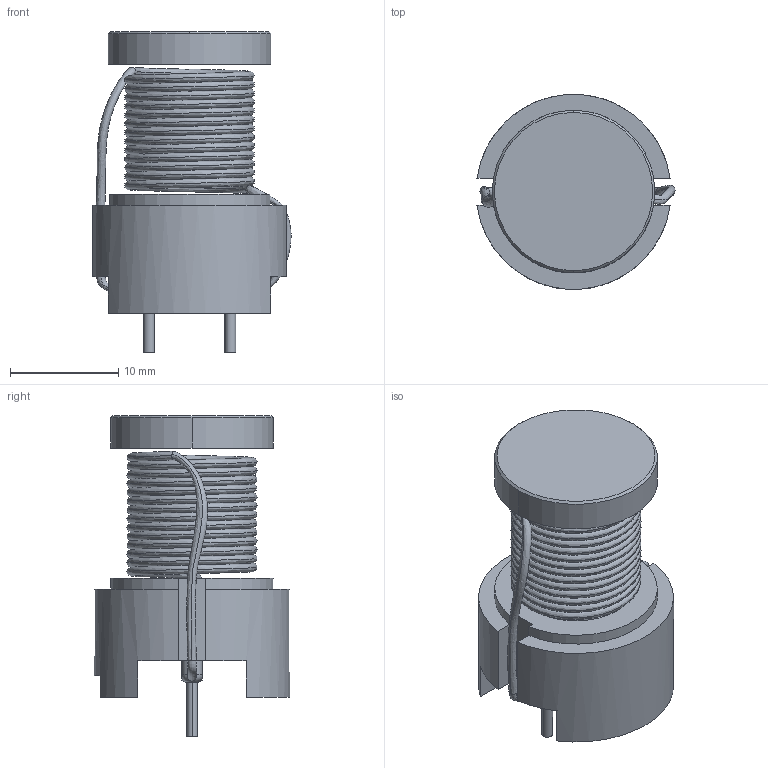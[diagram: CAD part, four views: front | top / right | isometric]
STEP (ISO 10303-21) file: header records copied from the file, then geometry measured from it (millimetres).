
FILE_DESCRIPTION (( 'STEP AP214' ), '1' );
FILE_NAME ('User Library-elc18b.STEP', '2014-10-22T20:45:36', ( 'Windows User' ), ( '' ), 'SwSTEP 2.0', 'SolidWorks 2014', '' );
FILE_SCHEMA (( 'AUTOMOTIVE_DESIGN' ));
Length unit declared in the file: millimetre
Products named in the file (1): User Library-elc18b
Bounding box: 18.28 x 18 x 29.6 mm (x, y, z)
Surface area: 2945.4 mm2 (no closed solid volume)
Topology: 0 solids, 2 shells, 61 faces, 182 edges, 120 vertices
Faces by surface type: plane 29, cylinder 16, bspline 12, torus 2, cone 2
Entity records: 8145 total; most frequent: CARTESIAN_POINT 6304, ORIENTED_EDGE 356, DIRECTION 277, EDGE_CURVE 180, VERTEX_POINT 120, AXIS2_PLACEMENT_3D 102, VECTOR 73, LINE 73
